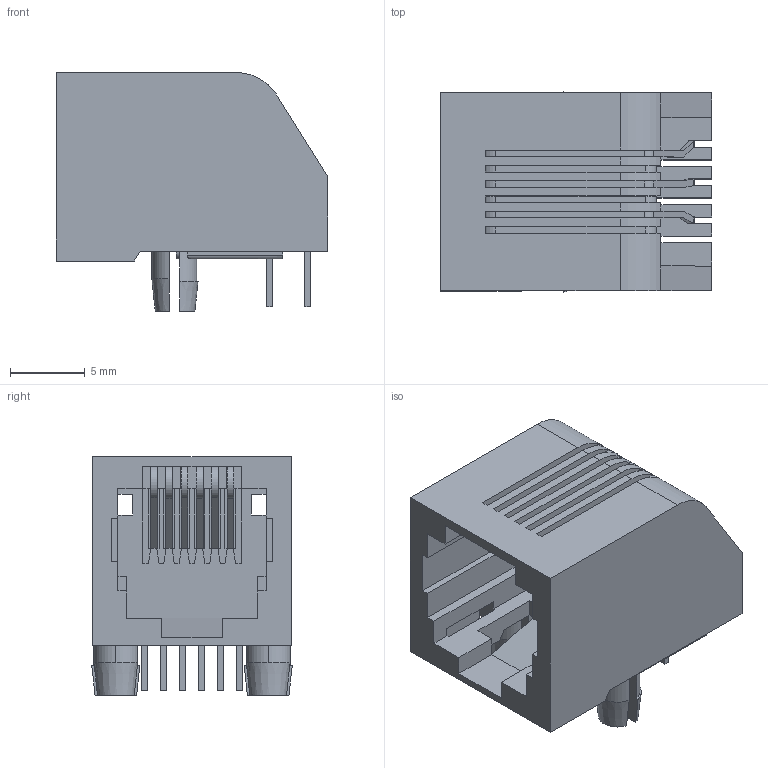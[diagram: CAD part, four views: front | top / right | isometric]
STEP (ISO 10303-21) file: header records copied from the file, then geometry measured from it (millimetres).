
FILE_DESCRIPTION (( 'STEP AP203' ), '1' );
FILE_NAME ('RJ11.STEP', '2021-04-26T07:02:04', ( '' ), ( '' ), 'SwSTEP 2.0', 'SolidWorks 2014', '' );
FILE_SCHEMA (( 'CONFIG_CONTROL_DESIGN' ));
Length unit declared in the file: millimetre
Products named in the file (1): RJ11
Bounding box: 18.1 x 13.37 x 15.93 mm (x, y, z)
Volume: 1329.7 mm3; surface area: 2852.5 mm2
Topology: 7 solids, 7 shells, 379 faces, 1091 edges, 706 vertices
Faces by surface type: plane 316, cylinder 47, bspline 10, cone 6
Entity records: 12580 total; most frequent: CARTESIAN_POINT 2585, ORIENTED_EDGE 2178, DIRECTION 1887, EDGE_CURVE 1089, LINE 963, VECTOR 963, VERTEX_POINT 706, AXIS2_PLACEMENT_3D 462
